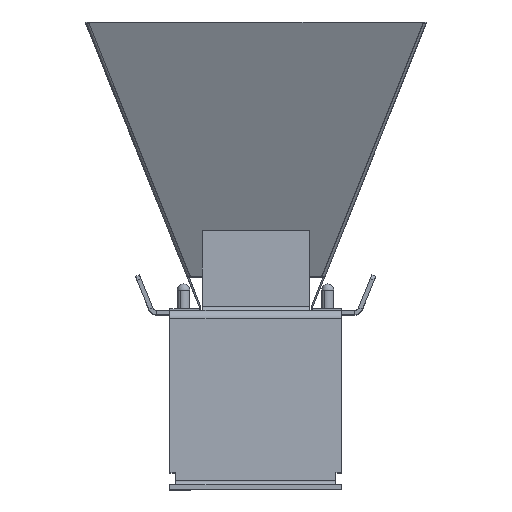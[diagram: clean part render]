
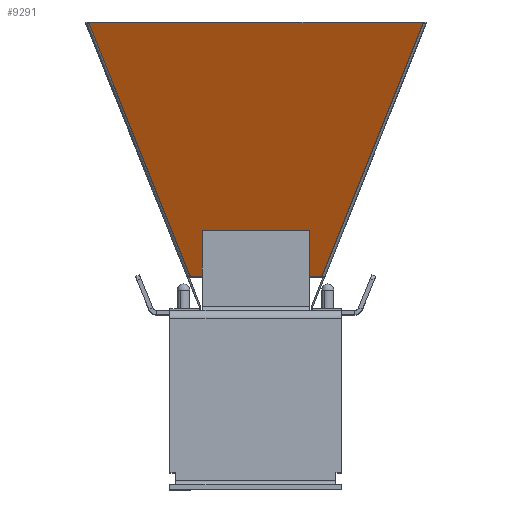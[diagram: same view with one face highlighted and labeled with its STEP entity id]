
A CAD part, top view. The second image highlights one B-rep face of the part: STEP entity #9291.
In plain terms, the highlighted face is planar.
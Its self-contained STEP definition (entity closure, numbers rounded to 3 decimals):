
#94 = EDGE_CURVE ( 'NONE', #6122, #4566, #5992, .T. ) ;
#154 = VERTEX_POINT ( 'NONE', #4039 ) ;
#221 = CARTESIAN_POINT ( 'NONE',  ( 34.948, 28.357, -34.188 ) ) ;
#374 = VECTOR ( 'NONE', #7758, 1000. ) ;
#384 = VERTEX_POINT ( 'NONE', #6786 ) ;
#427 = ORIENTED_EDGE ( 'NONE', *, *, #5681, .T. ) ;
#459 = CARTESIAN_POINT ( 'NONE',  ( 23.027, 2.131, -23.697 ) ) ;
#502 = CARTESIAN_POINT ( 'NONE',  ( 22.886, 1.819, -23.592 ) ) ;
#516 = VERTEX_POINT ( 'NONE', #541 ) ;
#541 = CARTESIAN_POINT ( 'NONE',  ( 22.973, 2.012, -23.65 ) ) ;
#618 = DIRECTION ( 'NONE',  ( 0.142, 0.311, 0.94 ) ) ;
#629 = ORIENTED_EDGE ( 'NONE', *, *, #5372, .T. ) ;
#634 = CARTESIAN_POINT ( 'NONE',  ( 50.98, 63.626, -48.315 ) ) ;
#673 = VECTOR ( 'NONE', #618, 1000. ) ;
#676 = EDGE_CURVE ( 'NONE', #6122, #947, #9463, .T. ) ;
#885 = VERTEX_POINT ( 'NONE', #3910 ) ;
#914 = CARTESIAN_POINT ( 'NONE',  ( 50.98, 63.626, -48.315 ) ) ;
#947 = VERTEX_POINT ( 'NONE', #5968 ) ;
#1028 = VECTOR ( 'NONE', #4769, 1000. ) ;
#1059 = CARTESIAN_POINT ( 'NONE',  ( 22.886, 1.819, -13.589 ) ) ;
#1074 = LINE ( 'NONE', #914, #9143 ) ;
#1086 = CARTESIAN_POINT ( 'NONE',  ( 23.027, 2.131, 8.338 ) ) ;
#1184 = VERTEX_POINT ( 'NONE', #502 ) ;
#1259 = DIRECTION ( 'NONE',  ( -0.389, -0.855, 0.342 ) ) ;
#1508 = VERTEX_POINT ( 'NONE', #9782 ) ;
#1538 = DIRECTION ( 'NONE',  ( 0., 0., 1. ) ) ;
#1542 = DIRECTION ( 'NONE',  ( 0.389, 0.855, 0.342 ) ) ;
#1557 = VERTEX_POINT ( 'NONE', #3012 ) ;
#1660 = ORIENTED_EDGE ( 'NONE', *, *, #676, .F. ) ;
#1680 = ORIENTED_EDGE ( 'NONE', *, *, #94, .T. ) ;
#1717 = ORIENTED_EDGE ( 'NONE', *, *, #6956, .F. ) ;
#1731 = CARTESIAN_POINT ( 'NONE',  ( 27.438, 11.833, -13.589 ) ) ;
#1935 = LINE ( 'NONE', #634, #9783 ) ;
#2073 = VECTOR ( 'NONE', #6783, 1000. ) ;
#2082 = CARTESIAN_POINT ( 'NONE',  ( 50.953, 63.566, 32.932 ) ) ;
#2170 = VECTOR ( 'NONE', #3155, 1000. ) ;
#2307 = LINE ( 'NONE', #6035, #2073 ) ;
#2389 = ORIENTED_EDGE ( 'NONE', *, *, #2866, .T. ) ;
#2391 = CARTESIAN_POINT ( 'NONE',  ( 44.162, 48.626, 26.956 ) ) ;
#2426 = CARTESIAN_POINT ( 'NONE',  ( 44.164, 48.632, 26.938 ) ) ;
#2519 = ORIENTED_EDGE ( 'NONE', *, *, #9601, .F. ) ;
#2524 = VERTEX_POINT ( 'NONE', #5502 ) ;
#2652 = EDGE_CURVE ( 'NONE', #6892, #7412, #7711, .T. ) ;
#2732 = LINE ( 'NONE', #1731, #3783 ) ;
#2770 = VERTEX_POINT ( 'NONE', #7631 ) ;
#2866 = EDGE_CURVE ( 'NONE', #3642, #885, #5783, .T. ) ;
#2903 = CARTESIAN_POINT ( 'NONE',  ( 22.973, 2.012, 8.29 ) ) ;
#3000 = DIRECTION ( 'NONE',  ( -0.142, -0.311, 0.94 ) ) ;
#3012 = CARTESIAN_POINT ( 'NONE',  ( 23.025, 2.125, 8.355 ) ) ;
#3015 = ORIENTED_EDGE ( 'NONE', *, *, #4477, .T. ) ;
#3019 = FACE_OUTER_BOUND ( 'NONE', #7125, .T. ) ;
#3075 = VERTEX_POINT ( 'NONE', #7360 ) ;
#3155 = DIRECTION ( 'NONE',  ( 0., 0., -1. ) ) ;
#3161 = DIRECTION ( 'NONE',  ( -0.414, -0.91, 0. ) ) ;
#3172 = CARTESIAN_POINT ( 'NONE',  ( 22.886, 1.819, 8.654 ) ) ;
#3297 = CARTESIAN_POINT ( 'NONE',  ( 27.438, 11.833, -1.589 ) ) ;
#3484 = CARTESIAN_POINT ( 'NONE',  ( 23.025, 2.125, 8.355 ) ) ;
#3607 = VECTOR ( 'NONE', #1542, 1000. ) ;
#3642 = VERTEX_POINT ( 'NONE', #459 ) ;
#3783 = VECTOR ( 'NONE', #6278, 1000. ) ;
#3806 = ORIENTED_EDGE ( 'NONE', *, *, #8116, .T. ) ;
#3840 = LINE ( 'NONE', #6856, #3607 ) ;
#3910 = CARTESIAN_POINT ( 'NONE',  ( 23.025, 2.125, -23.715 ) ) ;
#4039 = CARTESIAN_POINT ( 'NONE',  ( 22.886, 1.819, -13.589 ) ) ;
#4128 = DIRECTION ( 'NONE',  ( -0.142, -0.311, -0.94 ) ) ;
#4139 = DIRECTION ( 'NONE',  ( -0.142, -0.311, 0.94 ) ) ;
#4177 = ORIENTED_EDGE ( 'NONE', *, *, #4520, .F. ) ;
#4226 = ORIENTED_EDGE ( 'NONE', *, *, #2652, .T. ) ;
#4477 = EDGE_CURVE ( 'NONE', #2524, #2770, #2307, .T. ) ;
#4480 = VECTOR ( 'NONE', #9573, 1000. ) ;
#4520 = EDGE_CURVE ( 'NONE', #1557, #5871, #3840, .T. ) ;
#4566 = VERTEX_POINT ( 'NONE', #8854 ) ;
#4731 = CARTESIAN_POINT ( 'NONE',  ( 27.438, 11.833, -13.589 ) ) ;
#4769 = DIRECTION ( 'NONE',  ( 0.414, 0.91, 0. ) ) ;
#4848 = LINE ( 'NONE', #8689, #8665 ) ;
#4890 = EDGE_CURVE ( 'NONE', #7767, #5015, #9753, .T. ) ;
#4901 = CARTESIAN_POINT ( 'NONE',  ( 44.21, 48.733, 26.998 ) ) ;
#4955 = EDGE_CURVE ( 'NONE', #384, #2770, #5472, .T. ) ;
#4990 = EDGE_CURVE ( 'NONE', #154, #1184, #8799, .T. ) ;
#5015 = VERTEX_POINT ( 'NONE', #1086 ) ;
#5091 = ORIENTED_EDGE ( 'NONE', *, *, #4955, .F. ) ;
#5158 = CARTESIAN_POINT ( 'NONE',  ( 32.187, 22.281, 37.494 ) ) ;
#5312 = LINE ( 'NONE', #5804, #7590 ) ;
#5372 = EDGE_CURVE ( 'NONE', #384, #3075, #7508, .T. ) ;
#5413 = LINE ( 'NONE', #6764, #9219 ) ;
#5472 = LINE ( 'NONE', #221, #7280 ) ;
#5502 = CARTESIAN_POINT ( 'NONE',  ( 50.945, 63.549, -48.285 ) ) ;
#5554 = EDGE_CURVE ( 'NONE', #7412, #154, #2732, .T. ) ;
#5681 = EDGE_CURVE ( 'NONE', #7767, #947, #4848, .T. ) ;
#5783 = LINE ( 'NONE', #8544, #9830 ) ;
#5804 = CARTESIAN_POINT ( 'NONE',  ( 34.948, 28.357, -34.188 ) ) ;
#5826 = DIRECTION ( 'NONE',  ( 0.389, 0.855, 0.342 ) ) ;
#5871 = VERTEX_POINT ( 'NONE', #2082 ) ;
#5968 = CARTESIAN_POINT ( 'NONE',  ( 22.971, 2.006, 8.308 ) ) ;
#5992 = LINE ( 'NONE', #3172, #2170 ) ;
#6035 = CARTESIAN_POINT ( 'NONE',  ( 60.161, 83.825, 12.876 ) ) ;
#6103 = EDGE_CURVE ( 'NONE', #2524, #885, #1074, .T. ) ;
#6122 = VERTEX_POINT ( 'NONE', #8507 ) ;
#6221 = DIRECTION ( 'NONE',  ( -0.389, -0.855, 0.342 ) ) ;
#6278 = DIRECTION ( 'NONE',  ( -0.414, -0.91, 0. ) ) ;
#6290 = DIRECTION ( 'NONE',  ( -0.389, -0.855, 0.342 ) ) ;
#6362 = ORIENTED_EDGE ( 'NONE', *, *, #4890, .F. ) ;
#6409 = EDGE_CURVE ( 'NONE', #1557, #5015, #8537, .T. ) ;
#6486 = LINE ( 'NONE', #5158, #673 ) ;
#6764 = CARTESIAN_POINT ( 'NONE',  ( 50.953, 63.566, 32.932 ) ) ;
#6783 = DIRECTION ( 'NONE',  ( 0.142, 0.311, 0.94 ) ) ;
#6784 = VECTOR ( 'NONE', #9404, 1000. ) ;
#6786 = CARTESIAN_POINT ( 'NONE',  ( 50.98, 63.626, -48.295 ) ) ;
#6797 = ORIENTED_EDGE ( 'NONE', *, *, #4990, .T. ) ;
#6856 = CARTESIAN_POINT ( 'NONE',  ( 44.21, 48.733, 26.998 ) ) ;
#6892 = VERTEX_POINT ( 'NONE', #7975 ) ;
#6919 = PLANE ( 'NONE',  #7192 ) ;
#6926 = ORIENTED_EDGE ( 'NONE', *, *, #6409, .T. ) ;
#6956 = EDGE_CURVE ( 'NONE', #3642, #516, #5312, .T. ) ;
#7085 = LINE ( 'NONE', #7827, #1028 ) ;
#7125 = EDGE_LOOP ( 'NONE', ( #1717, #2389, #7697, #3015, #5091, #629, #8229, #4177, #6926, #6362, #427, #1660, #1680, #3806, #4226, #9000, #6797, #2519, #9248 ) ) ;
#7192 = AXIS2_PLACEMENT_3D ( 'NONE', #2391, #7728, #3161 ) ;
#7280 = VECTOR ( 'NONE', #6290, 1000. ) ;
#7360 = CARTESIAN_POINT ( 'NONE',  ( 50.98, 63.626, 32.752 ) ) ;
#7412 = VERTEX_POINT ( 'NONE', #4731 ) ;
#7508 = LINE ( 'NONE', #9110, #9280 ) ;
#7590 = VECTOR ( 'NONE', #1259, 1000. ) ;
#7631 = CARTESIAN_POINT ( 'NONE',  ( 50.948, 63.555, -48.267 ) ) ;
#7694 = VECTOR ( 'NONE', #5826, 1000. ) ;
#7697 = ORIENTED_EDGE ( 'NONE', *, *, #6103, .F. ) ;
#7711 = LINE ( 'NONE', #3297, #9484 ) ;
#7728 = DIRECTION ( 'NONE',  ( -0.91, 0.414, 0. ) ) ;
#7751 = EDGE_CURVE ( 'NONE', #1508, #516, #6486, .T. ) ;
#7758 = DIRECTION ( 'NONE',  ( 0.389, 0.855, 0.342 ) ) ;
#7767 = VERTEX_POINT ( 'NONE', #2903 ) ;
#7827 = CARTESIAN_POINT ( 'NONE',  ( 22.886, 1.819, -1.589 ) ) ;
#7861 = EDGE_CURVE ( 'NONE', #3075, #5871, #5413, .T. ) ;
#7975 = CARTESIAN_POINT ( 'NONE',  ( 27.438, 11.833, -1.589 ) ) ;
#8116 = EDGE_CURVE ( 'NONE', #4566, #6892, #7085, .T. ) ;
#8228 = DIRECTION ( 'NONE',  ( -0.389, -0.855, 0.342 ) ) ;
#8229 = ORIENTED_EDGE ( 'NONE', *, *, #7861, .T. ) ;
#8507 = CARTESIAN_POINT ( 'NONE',  ( 22.886, 1.819, 8.233 ) ) ;
#8537 = LINE ( 'NONE', #3484, #4480 ) ;
#8544 = CARTESIAN_POINT ( 'NONE',  ( 32.241, 22.4, 37.446 ) ) ;
#8665 = VECTOR ( 'NONE', #4139, 1000. ) ;
#8689 = CARTESIAN_POINT ( 'NONE',  ( 22.971, 2.006, 8.308 ) ) ;
#8799 = LINE ( 'NONE', #1059, #6784 ) ;
#8854 = CARTESIAN_POINT ( 'NONE',  ( 22.886, 1.819, -1.589 ) ) ;
#9000 = ORIENTED_EDGE ( 'NONE', *, *, #5554, .T. ) ;
#9110 = CARTESIAN_POINT ( 'NONE',  ( 50.98, 63.626, -7.68 ) ) ;
#9143 = VECTOR ( 'NONE', #6221, 1000. ) ;
#9212 = DIRECTION ( 'NONE',  ( 0., 0., -1. ) ) ;
#9219 = VECTOR ( 'NONE', #3000, 1000. ) ;
#9248 = ORIENTED_EDGE ( 'NONE', *, *, #7751, .T. ) ;
#9280 = VECTOR ( 'NONE', #1538, 1000. ) ;
#9291 = ADVANCED_FACE ( 'NONE', ( #3019 ), #6919, .F. ) ;
#9404 = DIRECTION ( 'NONE',  ( 0., 0., -1. ) ) ;
#9463 = LINE ( 'NONE', #4901, #7694 ) ;
#9484 = VECTOR ( 'NONE', #9212, 1000. ) ;
#9573 = DIRECTION ( 'NONE',  ( 0.142, 0.311, -0.94 ) ) ;
#9601 = EDGE_CURVE ( 'NONE', #1508, #1184, #1935, .T. ) ;
#9753 = LINE ( 'NONE', #2426, #374 ) ;
#9782 = CARTESIAN_POINT ( 'NONE',  ( 22.971, 2.006, -23.667 ) ) ;
#9783 = VECTOR ( 'NONE', #8228, 1000. ) ;
#9830 = VECTOR ( 'NONE', #4128, 1000. ) ;
